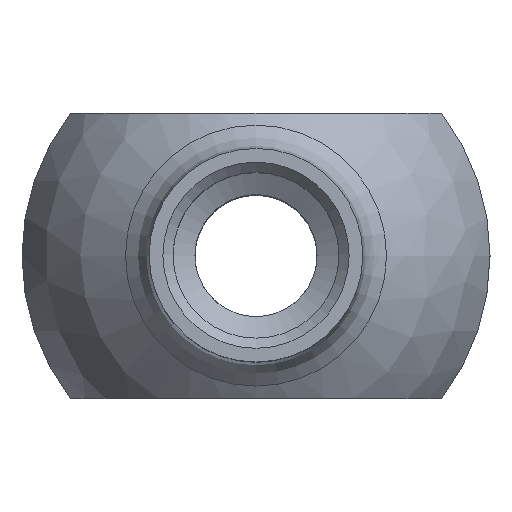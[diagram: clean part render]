
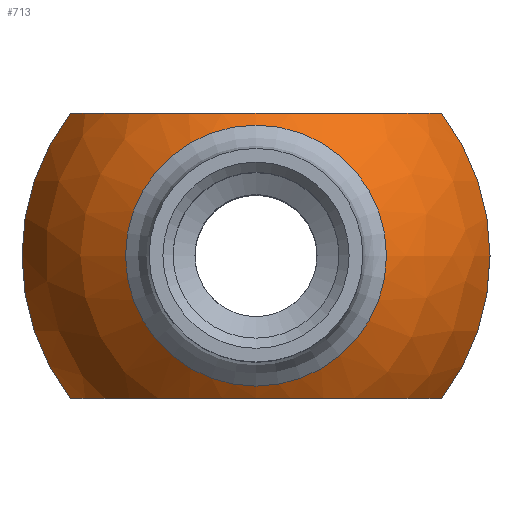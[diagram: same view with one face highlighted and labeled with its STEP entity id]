
A CAD part, top view. The second image highlights one B-rep face of the part: STEP entity #713.
In plain terms, the highlighted spherical face has radius 12 mm.
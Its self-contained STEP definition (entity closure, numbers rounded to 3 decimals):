
#655=CARTESIAN_POINT('',(-7.084,10.807,10.142));
#656=VERTEX_POINT('',#655);
#657=CARTESIAN_POINT('',(-13.498,10.807,10.142));
#658=DIRECTION('',(0.0,0.0,1.0));
#659=DIRECTION('',(-1.0,0.0,0.0));
#660=AXIS2_PLACEMENT_3D('',#657,#658,#659);
#661=CIRCLE('',#660,6.414);
#662=EDGE_CURVE('',#656,#656,#661,.T.);
#667=CARTESIAN_POINT('',(-13.498,10.807,0.0));
#668=DIRECTION('',(0.0,0.0,1.0));
#669=DIRECTION('',(1.0,0.0,0.0));
#670=AXIS2_PLACEMENT_3D('',#667,#668,#669);
#671=SPHERICAL_SURFACE('',#670,12.);
#672=CARTESIAN_POINT('',(-4.374,17.807,3.428));
#673=VERTEX_POINT('',#672);
#674=CARTESIAN_POINT('',(-22.622,17.807,3.428));
#675=VERTEX_POINT('',#674);
#676=CARTESIAN_POINT('',(-13.498,17.807,0.0));
#677=DIRECTION('',(0.0,-1.0,0.0));
#678=DIRECTION('',(0.0,0.0,1.0));
#679=AXIS2_PLACEMENT_3D('',#676,#677,#678);
#680=CIRCLE('',#679,9.747);
#681=EDGE_CURVE('',#673,#675,#680,.T.);
#682=ORIENTED_EDGE('',*,*,#681,.T.);
#683=CARTESIAN_POINT('',(-22.622,3.807,3.428));
#684=VERTEX_POINT('',#683);
#685=CARTESIAN_POINT('',(-13.498,10.807,3.428));
#686=DIRECTION('',(0.0,0.0,-1.0));
#687=DIRECTION('',(-1.0,0.0,0.0));
#688=AXIS2_PLACEMENT_3D('',#685,#686,#687);
#689=CIRCLE('',#688,11.5);
#690=EDGE_CURVE('',#684,#675,#689,.T.);
#691=ORIENTED_EDGE('',*,*,#690,.F.);
#692=CARTESIAN_POINT('',(-4.374,3.807,3.428));
#693=VERTEX_POINT('',#692);
#694=CARTESIAN_POINT('',(-13.498,3.807,0.0));
#695=DIRECTION('',(0.0,1.0,0.0));
#696=DIRECTION('',(0.0,0.0,-1.0));
#697=AXIS2_PLACEMENT_3D('',#694,#695,#696);
#698=CIRCLE('',#697,9.747);
#699=EDGE_CURVE('',#684,#693,#698,.T.);
#700=ORIENTED_EDGE('',*,*,#699,.T.);
#701=CARTESIAN_POINT('',(-13.498,10.807,3.428));
#702=DIRECTION('',(0.0,0.0,-1.0));
#703=DIRECTION('',(-1.0,0.0,0.0));
#704=AXIS2_PLACEMENT_3D('',#701,#702,#703);
#705=CIRCLE('',#704,11.5);
#706=EDGE_CURVE('',#673,#693,#705,.T.);
#707=ORIENTED_EDGE('',*,*,#706,.F.);
#708=EDGE_LOOP('',(#682,#691,#700,#707));
#709=FACE_OUTER_BOUND('',#708,.T.);
#710=ORIENTED_EDGE('',*,*,#662,.F.);
#711=EDGE_LOOP('',(#710));
#712=FACE_BOUND('',#711,.T.);
#713=ADVANCED_FACE('',(#709,#712),#671,.T.);
